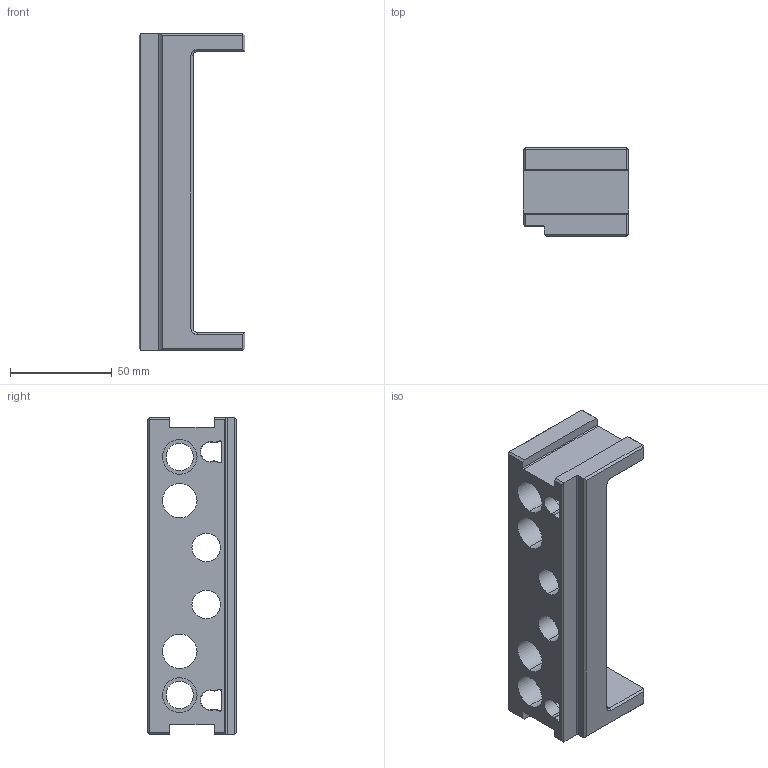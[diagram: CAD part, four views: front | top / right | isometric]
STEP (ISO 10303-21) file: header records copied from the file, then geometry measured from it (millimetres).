
FILE_DESCRIPTION (( 'STEP AP214' ), '1' );
FILE_NAME ('bau0214402139.step', '2023-07-13T04:42:46', ( '' ), ( '' ), 'SwSTEP 2.0', 'SolidWorks 2022', '' );
FILE_SCHEMA (( 'AUTOMOTIVE_DESIGN' ));
Length unit declared in the file: millimetre
Products named in the file (1): bau0214402139
Bounding box: 52 x 43.95 x 156 mm (x, y, z)
Volume: 145730.7 mm3; surface area: 36691.9 mm2
Topology: 1 solids, 1 shells, 130 faces, 340 edges, 216 vertices
Faces by surface type: plane 67, cylinder 59, cone 4
Entity records: 4056 total; most frequent: DIRECTION 724, CARTESIAN_POINT 687, ORIENTED_EDGE 680, EDGE_CURVE 340, AXIS2_PLACEMENT_3D 253, LINE 218, VECTOR 218, VERTEX_POINT 216
